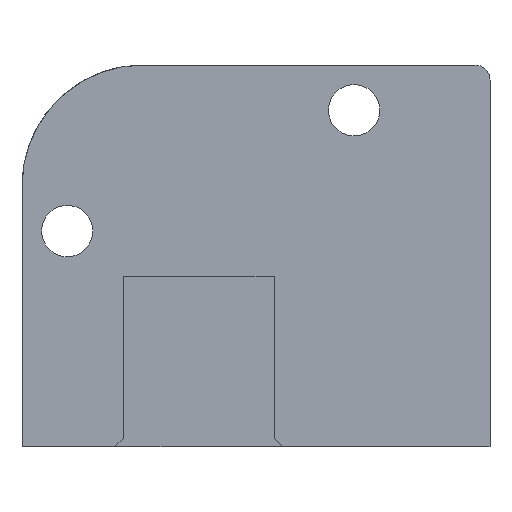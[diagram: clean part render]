
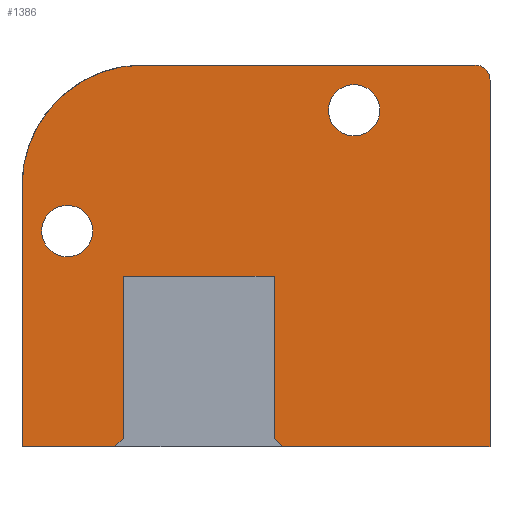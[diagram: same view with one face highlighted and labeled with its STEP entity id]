
A CAD part, front view. The second image highlights one B-rep face of the part: STEP entity #1386.
In plain terms, the highlighted planar face has unit normal (0, -1, 0).
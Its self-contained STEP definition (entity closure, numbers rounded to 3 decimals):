
#5 = DIRECTION ( 'NONE',  ( 0., 0., -1. ) ) ;
#10 = ORIENTED_EDGE ( 'NONE', *, *, #2310, .T. ) ;
#26 = CARTESIAN_POINT ( 'NONE',  ( -2.7, -1.8, 14.3 ) ) ;
#110 = VERTEX_POINT ( 'NONE', #260 ) ;
#146 = ORIENTED_EDGE ( 'NONE', *, *, #1183, .T. ) ;
#218 = CARTESIAN_POINT ( 'NONE',  ( -2.7, -1.8, 3. ) ) ;
#260 = CARTESIAN_POINT ( 'NONE',  ( -17., -1.8, 14.3 ) ) ;
#289 = LINE ( 'NONE', #1123, #1919 ) ;
#318 = VERTEX_POINT ( 'NONE', #2604 ) ;
#339 = VERTEX_POINT ( 'NONE', #2574 ) ;
#346 = CARTESIAN_POINT ( 'NONE',  ( 6., -1.8, -3. ) ) ;
#366 = EDGE_CURVE ( 'NONE', #572, #2323, #1632, .T. ) ;
#374 = ORIENTED_EDGE ( 'NONE', *, *, #1560, .F. ) ;
#383 = EDGE_CURVE ( 'NONE', #2163, #1561, #1569, .T. ) ;
#399 = VERTEX_POINT ( 'NONE', #758 ) ;
#403 = DIRECTION ( 'NONE',  ( 0., 0., -1. ) ) ;
#420 = LINE ( 'NONE', #2546, #2588 ) ;
#457 = LINE ( 'NONE', #870, #1501 ) ;
#504 = DIRECTION ( 'NONE',  ( 0., -1., 0. ) ) ;
#515 = ORIENTED_EDGE ( 'NONE', *, *, #2547, .T. ) ;
#556 = DIRECTION ( 'NONE',  ( 0., 0., -1. ) ) ;
#572 = VERTEX_POINT ( 'NONE', #1877 ) ;
#580 = CARTESIAN_POINT ( 'NONE',  ( -1.725, -1.8, 4.725 ) ) ;
#601 = EDGE_LOOP ( 'NONE', ( #2009, #1265 ) ) ;
#654 = CARTESIAN_POINT ( 'NONE',  ( -2.7, -1.8, 13.75 ) ) ;
#666 = CARTESIAN_POINT ( 'NONE',  ( 11., -1.8, 0. ) ) ;
#712 = EDGE_CURVE ( 'NONE', #399, #110, #1761, .T. ) ;
#719 = VECTOR ( 'NONE', #1826, 1000. ) ;
#731 = PLANE ( 'NONE',  #1180 ) ;
#754 = CIRCLE ( 'NONE', #2557, 1.7 ) ;
#758 = CARTESIAN_POINT ( 'NONE',  ( -3.25, -1.8, 14.3 ) ) ;
#788 = FACE_BOUND ( 'NONE', #2083, .T. ) ;
#794 = ORIENTED_EDGE ( 'NONE', *, *, #366, .T. ) ;
#799 = VERTEX_POINT ( 'NONE', #1946 ) ;
#809 = AXIS2_PLACEMENT_3D ( 'NONE', #1491, #2514, #1260 ) ;
#825 = VERTEX_POINT ( 'NONE', #654 ) ;
#830 = EDGE_CURVE ( 'NONE', #2331, #2537, #289, .T. ) ;
#832 = CARTESIAN_POINT ( 'NONE',  ( 7.3, -1.8, 3. ) ) ;
#870 = CARTESIAN_POINT ( 'NONE',  ( 7.3, -1.8, 14.3 ) ) ;
#876 = LINE ( 'NONE', #580, #2634 ) ;
#882 = CARTESIAN_POINT ( 'NONE',  ( 11., -1.8, -1.7 ) ) ;
#904 = VECTOR ( 'NONE', #1178, 1000. ) ;
#928 = DIRECTION ( 'NONE',  ( -1., 0., 0. ) ) ;
#933 = CARTESIAN_POINT ( 'NONE',  ( 6., -1.8, -3. ) ) ;
#968 = CARTESIAN_POINT ( 'NONE',  ( -17., -1.8, 14.3 ) ) ;
#1041 = CARTESIAN_POINT ( 'NONE',  ( -8., -1.8, -8. ) ) ;
#1044 = ORIENTED_EDGE ( 'NONE', *, *, #2109, .T. ) ;
#1068 = VECTOR ( 'NONE', #1677, 1000. ) ;
#1069 = DIRECTION ( 'NONE',  ( 0., 0., -1. ) ) ;
#1072 = CIRCLE ( 'NONE', #1293, 1.7 ) ;
#1092 = AXIS2_PLACEMENT_3D ( 'NONE', #346, #1181, #1196 ) ;
#1123 = CARTESIAN_POINT ( 'NONE',  ( 14., -1.8, 14.3 ) ) ;
#1140 = LINE ( 'NONE', #1465, #1765 ) ;
#1141 = CARTESIAN_POINT ( 'NONE',  ( -17., -1.8, -11. ) ) ;
#1163 = EDGE_CURVE ( 'NONE', #1561, #2163, #2384, .T. ) ;
#1178 = DIRECTION ( 'NONE',  ( 1., 0., 0. ) ) ;
#1179 = VERTEX_POINT ( 'NONE', #1252 ) ;
#1180 = AXIS2_PLACEMENT_3D ( 'NONE', #933, #504, #2410 ) ;
#1181 = DIRECTION ( 'NONE',  ( 0., -1., 0. ) ) ;
#1183 = EDGE_CURVE ( 'NONE', #1179, #2331, #420, .T. ) ;
#1186 = DIRECTION ( 'NONE',  ( 0., 0., -1. ) ) ;
#1196 = DIRECTION ( 'NONE',  ( 0., 0., -1. ) ) ;
#1233 = ORIENTED_EDGE ( 'NONE', *, *, #2322, .T. ) ;
#1236 = VECTOR ( 'NONE', #1518, 1000. ) ;
#1252 = CARTESIAN_POINT ( 'NONE',  ( 14., -1.8, -3. ) ) ;
#1253 = ORIENTED_EDGE ( 'NONE', *, *, #1522, .T. ) ;
#1260 = DIRECTION ( 'NONE',  ( 0., 0., -1. ) ) ;
#1261 = DIRECTION ( 'NONE',  ( 0., -1., 0. ) ) ;
#1265 = ORIENTED_EDGE ( 'NONE', *, *, #1163, .F. ) ;
#1287 = CARTESIAN_POINT ( 'NONE',  ( -8., -1.8, -9.7 ) ) ;
#1293 = AXIS2_PLACEMENT_3D ( 'NONE', #2048, #1855, #403 ) ;
#1301 = DIRECTION ( 'NONE',  ( 0., -1., 0. ) ) ;
#1315 = EDGE_LOOP ( 'NONE', ( #1044, #2392, #1355, #515, #2357, #794, #1253, #146, #2091, #2067, #1233, #10 ) ) ;
#1355 = ORIENTED_EDGE ( 'NONE', *, *, #712, .T. ) ;
#1366 = CARTESIAN_POINT ( 'NONE',  ( 6., -1.8, -11. ) ) ;
#1386 = ADVANCED_FACE ( 'NONE', ( #788, #2230, #1737 ), #731, .T. ) ;
#1465 = CARTESIAN_POINT ( 'NONE',  ( 10.025, -1.8, 1.025 ) ) ;
#1491 = CARTESIAN_POINT ( 'NONE',  ( -16., -1.8, -10. ) ) ;
#1501 = VECTOR ( 'NONE', #556, 1000. ) ;
#1518 = DIRECTION ( 'NONE',  ( -1., 0., 0. ) ) ;
#1522 = EDGE_CURVE ( 'NONE', #2323, #1179, #2462, .T. ) ;
#1541 = CARTESIAN_POINT ( 'NONE',  ( 7.3, -1.8, 13.75 ) ) ;
#1556 = CARTESIAN_POINT ( 'NONE',  ( -17., -1.8, -10. ) ) ;
#1560 = EDGE_CURVE ( 'NONE', #799, #2373, #754, .T. ) ;
#1561 = VERTEX_POINT ( 'NONE', #1938 ) ;
#1569 = CIRCLE ( 'NONE', #2155, 1.7 ) ;
#1578 = CIRCLE ( 'NONE', #809, 1. ) ;
#1586 = DIRECTION ( 'NONE',  ( 0., -1., 0. ) ) ;
#1632 = LINE ( 'NONE', #1141, #904 ) ;
#1677 = DIRECTION ( 'NONE',  ( 0., 0., 1. ) ) ;
#1689 = CARTESIAN_POINT ( 'NONE',  ( 14., -1.8, 14.3 ) ) ;
#1692 = DIRECTION ( 'NONE',  ( -0.707, 0., 0.707 ) ) ;
#1737 = FACE_BOUND ( 'NONE', #601, .T. ) ;
#1757 = VERTEX_POINT ( 'NONE', #1556 ) ;
#1761 = LINE ( 'NONE', #26, #1236 ) ;
#1765 = VECTOR ( 'NONE', #1692, 1000. ) ;
#1826 = DIRECTION ( 'NONE',  ( -1., 0., 0. ) ) ;
#1827 = AXIS2_PLACEMENT_3D ( 'NONE', #1041, #1261, #5 ) ;
#1855 = DIRECTION ( 'NONE',  ( 0., -1., 0. ) ) ;
#1877 = CARTESIAN_POINT ( 'NONE',  ( -16., -1.8, -11. ) ) ;
#1919 = VECTOR ( 'NONE', #928, 1000. ) ;
#1921 = EDGE_CURVE ( 'NONE', #2373, #799, #1072, .T. ) ;
#1938 = CARTESIAN_POINT ( 'NONE',  ( -8., -1.8, -6.3 ) ) ;
#1940 = EDGE_CURVE ( 'NONE', #2537, #2448, #876, .T. ) ;
#1946 = CARTESIAN_POINT ( 'NONE',  ( 11., -1.8, 1.7 ) ) ;
#1983 = CARTESIAN_POINT ( 'NONE',  ( 7.85, -1.8, 14.3 ) ) ;
#2009 = ORIENTED_EDGE ( 'NONE', *, *, #383, .F. ) ;
#2013 = DIRECTION ( 'NONE',  ( 0., 0., -1. ) ) ;
#2047 = EDGE_CURVE ( 'NONE', #1757, #572, #1578, .T. ) ;
#2048 = CARTESIAN_POINT ( 'NONE',  ( 11., -1.8, 0. ) ) ;
#2059 = LINE ( 'NONE', #832, #719 ) ;
#2067 = ORIENTED_EDGE ( 'NONE', *, *, #1940, .T. ) ;
#2083 = EDGE_LOOP ( 'NONE', ( #2732, #374 ) ) ;
#2088 = EDGE_CURVE ( 'NONE', #825, #399, #1140, .T. ) ;
#2091 = ORIENTED_EDGE ( 'NONE', *, *, #830, .T. ) ;
#2109 = EDGE_CURVE ( 'NONE', #339, #825, #2560, .T. ) ;
#2155 = AXIS2_PLACEMENT_3D ( 'NONE', #2640, #1586, #2013 ) ;
#2163 = VERTEX_POINT ( 'NONE', #1287 ) ;
#2188 = VECTOR ( 'NONE', #1186, 1000. ) ;
#2230 = FACE_OUTER_BOUND ( 'NONE', #1315, .T. ) ;
#2310 = EDGE_CURVE ( 'NONE', #318, #339, #2059, .T. ) ;
#2322 = EDGE_CURVE ( 'NONE', #2448, #318, #457, .T. ) ;
#2323 = VERTEX_POINT ( 'NONE', #1366 ) ;
#2331 = VERTEX_POINT ( 'NONE', #1689 ) ;
#2357 = ORIENTED_EDGE ( 'NONE', *, *, #2047, .T. ) ;
#2369 = DIRECTION ( 'NONE',  ( 0., 0., 1. ) ) ;
#2373 = VERTEX_POINT ( 'NONE', #882 ) ;
#2384 = CIRCLE ( 'NONE', #1827, 1.7 ) ;
#2392 = ORIENTED_EDGE ( 'NONE', *, *, #2088, .T. ) ;
#2410 = DIRECTION ( 'NONE',  ( 0., 0., -1. ) ) ;
#2426 = LINE ( 'NONE', #968, #2188 ) ;
#2448 = VERTEX_POINT ( 'NONE', #1541 ) ;
#2462 = CIRCLE ( 'NONE', #1092, 8. ) ;
#2514 = DIRECTION ( 'NONE',  ( 0., -1., 0. ) ) ;
#2537 = VERTEX_POINT ( 'NONE', #1983 ) ;
#2546 = CARTESIAN_POINT ( 'NONE',  ( 14., -1.8, -3. ) ) ;
#2547 = EDGE_CURVE ( 'NONE', #110, #1757, #2426, .T. ) ;
#2557 = AXIS2_PLACEMENT_3D ( 'NONE', #666, #1301, #1069 ) ;
#2560 = LINE ( 'NONE', #218, #1068 ) ;
#2574 = CARTESIAN_POINT ( 'NONE',  ( -2.7, -1.8, 3. ) ) ;
#2588 = VECTOR ( 'NONE', #2369, 1000. ) ;
#2604 = CARTESIAN_POINT ( 'NONE',  ( 7.3, -1.8, 3. ) ) ;
#2634 = VECTOR ( 'NONE', #2694, 1000. ) ;
#2640 = CARTESIAN_POINT ( 'NONE',  ( -8., -1.8, -8. ) ) ;
#2694 = DIRECTION ( 'NONE',  ( -0.707, 0., -0.707 ) ) ;
#2732 = ORIENTED_EDGE ( 'NONE', *, *, #1921, .F. ) ;
